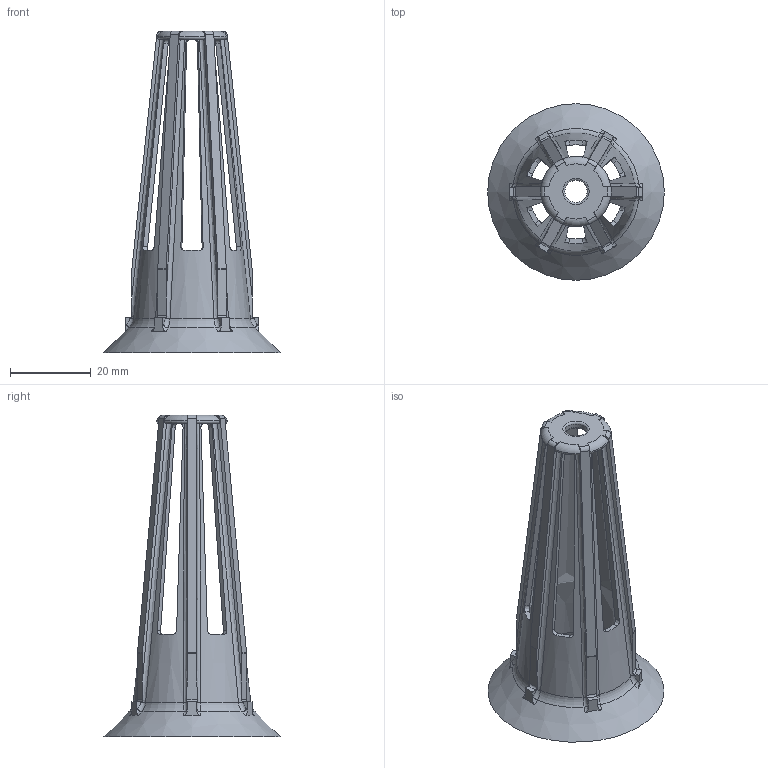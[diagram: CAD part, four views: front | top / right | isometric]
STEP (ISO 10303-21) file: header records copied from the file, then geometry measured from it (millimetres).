
FILE_DESCRIPTION( ( '' ), ' ' );
FILE_NAME( '595940e050b2be0f8934057c.step', '2017-07-02T18:52:17', ( '' ), ( '' ), ' ', ' ', ' ' );
FILE_SCHEMA( ( 'AUTOMOTIVE_DESIGN { 1 0 10303 214 1 1 1 1 }' ) );
Length unit declared in the file: metre
Products named in the file (1): Part 1
Bounding box: 43.7 x 43.7 x 79.5 mm (x, y, z)
Volume: 7358.2 mm3; surface area: 11381 mm2
Topology: 1 solids, 1 shells, 179 faces, 536 edges, 348 vertices
Faces by surface type: plane 63, bspline 48, cylinder 31, torus 21, cone 16
Full cylindrical faces by diameter (mm): 5.5 x1
Entity records: 11786 total; most frequent: CARTESIAN_POINT 6156, ORIENTED_EDGE 1048, DIRECTION 654, EDGE_CURVE 524, VERTEX_POINT 344, B_SPLINE_CURVE_WITH_KNOTS 247, AXIS2_PLACEMENT_3D 246, EDGE_LOOP 188
